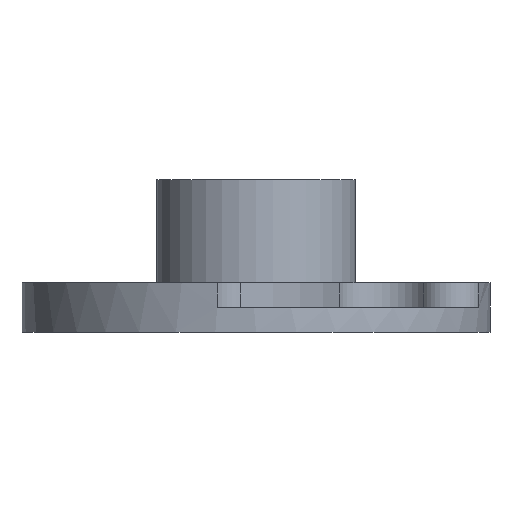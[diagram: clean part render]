
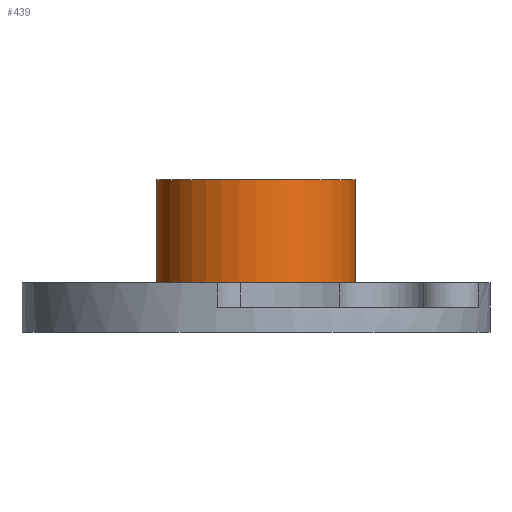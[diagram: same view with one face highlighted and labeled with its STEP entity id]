
A CAD part, front view. The second image highlights one B-rep face of the part: STEP entity #439.
In plain terms, the highlighted cylindrical face has radius 5.08 mm (diameter 10.16 mm), a partial arc.
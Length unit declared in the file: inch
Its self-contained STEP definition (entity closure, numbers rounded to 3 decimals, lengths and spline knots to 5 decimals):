
#118 = EDGE_CURVE ( 'NONE', #772, #255, #1149, .T. ) ;
#232 = VERTEX_POINT ( 'NONE', #1318 ) ;
#235 = VERTEX_POINT ( 'NONE', #1370 ) ;
#250 = EDGE_CURVE ( 'NONE', #235, #255, #1350, .T. ) ;
#255 = VERTEX_POINT ( 'NONE', #1404 ) ;
#439 = ADVANCED_FACE ( 'NONE', ( #1645 ), #1644, .T. ) ;
#440 = EDGE_LOOP ( 'NONE', ( #503, #504, #506, #507 ) ) ;
#503 = ORIENTED_EDGE ( 'NONE', *, *, #775, .F. ) ;
#504 = ORIENTED_EDGE ( 'NONE', *, *, #505, .F. ) ;
#505 = EDGE_CURVE ( 'NONE', #235, #232, #1224, .T. ) ;
#506 = ORIENTED_EDGE ( 'NONE', *, *, #250, .T. ) ;
#507 = ORIENTED_EDGE ( 'NONE', *, *, #118, .F. ) ;
#684 = DIRECTION ( 'NONE',  ( 0., 0., 1. ) ) ;
#690 = DIRECTION ( 'NONE',  ( 1., 0., 0. ) ) ;
#695 = CARTESIAN_POINT ( 'NONE',  ( 0., 0., 0.307 ) ) ;
#772 = VERTEX_POINT ( 'NONE', #2092 ) ;
#775 = EDGE_CURVE ( 'NONE', #232, #772, #2090, .T. ) ;
#1145 = DIRECTION ( 'NONE',  ( 1., 0., 0. ) ) ;
#1146 = DIRECTION ( 'NONE',  ( 0., 0., -1. ) ) ;
#1147 = CARTESIAN_POINT ( 'NONE',  ( 0., 0., 0.1 ) ) ;
#1148 = AXIS2_PLACEMENT_3D ( 'NONE', #1147, #1146, #1145 ) ;
#1149 = CIRCLE ( 'NONE', #1148, 0.2 ) ;
#1224 = CIRCLE ( 'NONE', #1725, 0.2 ) ;
#1318 = CARTESIAN_POINT ( 'NONE',  ( 0.2, 0., 0.307 ) ) ;
#1347 = DIRECTION ( 'NONE',  ( 0., 0., -1. ) ) ;
#1348 = VECTOR ( 'NONE', #1347, 39.37008 ) ;
#1349 = CARTESIAN_POINT ( 'NONE',  ( -0.2, 0., 0.307 ) ) ;
#1350 = LINE ( 'NONE', #1349, #1348 ) ;
#1370 = CARTESIAN_POINT ( 'NONE',  ( -0.2, 0., 0.307 ) ) ;
#1404 = CARTESIAN_POINT ( 'NONE',  ( -0.2, 0., 0.1 ) ) ;
#1640 = DIRECTION ( 'NONE',  ( -1., 0., 0. ) ) ;
#1641 = DIRECTION ( 'NONE',  ( 0., 0., -1. ) ) ;
#1642 = AXIS2_PLACEMENT_3D ( 'NONE', #1643, #1641, #1640 ) ;
#1643 = CARTESIAN_POINT ( 'NONE',  ( 0., 0., 0.307 ) ) ;
#1644 = CYLINDRICAL_SURFACE ( 'NONE', #1642, 0.2 ) ;
#1645 = FACE_OUTER_BOUND ( 'NONE', #440, .T. ) ;
#1725 = AXIS2_PLACEMENT_3D ( 'NONE', #695, #684, #690 ) ;
#2087 = DIRECTION ( 'NONE',  ( 0., 0., -1. ) ) ;
#2088 = VECTOR ( 'NONE', #2087, 39.37008 ) ;
#2089 = CARTESIAN_POINT ( 'NONE',  ( 0.2, 0., 0.307 ) ) ;
#2090 = LINE ( 'NONE', #2089, #2088 ) ;
#2092 = CARTESIAN_POINT ( 'NONE',  ( 0.2, 0., 0.1 ) ) ;
